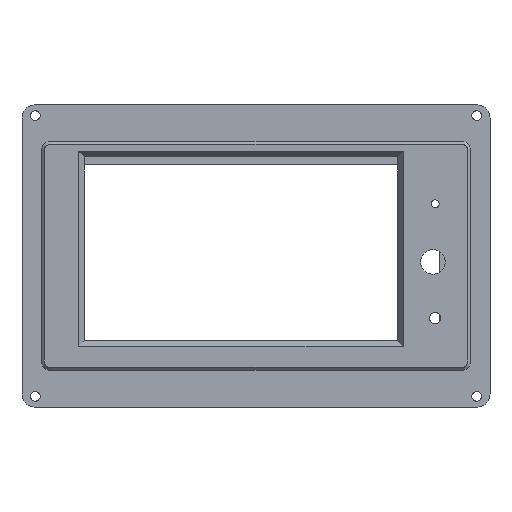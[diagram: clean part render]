
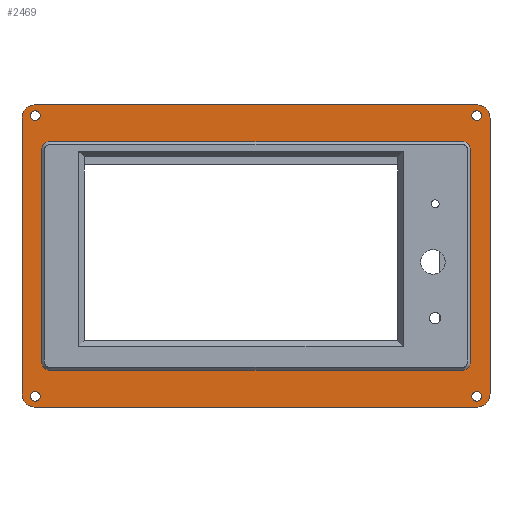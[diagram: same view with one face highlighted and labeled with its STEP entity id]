
A CAD part, top view. The second image highlights one B-rep face of the part: STEP entity #2469.
In plain terms, the highlighted planar face has unit normal (0, 0, 1).
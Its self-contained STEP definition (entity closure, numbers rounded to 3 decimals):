
#83=FACE_BOUND('',#407,.T.);
#84=FACE_BOUND('',#408,.T.);
#85=FACE_BOUND('',#409,.T.);
#86=FACE_BOUND('',#410,.T.);
#87=FACE_BOUND('',#411,.T.);
#141=PLANE('',#2680);
#253=FACE_OUTER_BOUND('',#406,.T.);
#406=EDGE_LOOP('',(#1957,#1958,#1959,#1960,#1961,#1962,#1963,#1964));
#407=EDGE_LOOP('',(#1965,#1966,#1967,#1968,#1969,#1970,#1971,#1972,#1973,
#1974));
#408=EDGE_LOOP('',(#1975));
#409=EDGE_LOOP('',(#1976));
#410=EDGE_LOOP('',(#1977));
#411=EDGE_LOOP('',(#1978));
#567=LINE('',#3668,#831);
#570=LINE('',#3674,#834);
#572=LINE('',#3678,#836);
#574=LINE('',#3681,#838);
#576=LINE('',#3686,#840);
#579=LINE('',#3692,#843);
#581=LINE('',#3696,#845);
#583=LINE('',#3699,#847);
#602=LINE('',#3742,#866);
#610=LINE('',#3757,#874);
#621=LINE('',#3807,#885);
#624=LINE('',#3815,#888);
#627=LINE('',#3823,#891);
#630=LINE('',#3831,#894);
#831=VECTOR('',#2925,10.);
#834=VECTOR('',#2930,10.);
#836=VECTOR('',#2934,10.);
#838=VECTOR('',#2938,10.);
#840=VECTOR('',#2942,10.);
#843=VECTOR('',#2947,10.);
#845=VECTOR('',#2951,10.);
#847=VECTOR('',#2955,10.);
#866=VECTOR('',#3002,10.);
#874=VECTOR('',#3018,10.);
#885=VECTOR('',#3069,10.);
#888=VECTOR('',#3078,10.);
#891=VECTOR('',#3087,10.);
#894=VECTOR('',#3096,10.);
#1074=CIRCLE('',#2661,1.8);
#1075=CIRCLE('',#2663,1.8);
#1076=CIRCLE('',#2665,1.8);
#1077=CIRCLE('',#2667,1.8);
#1078=CIRCLE('',#2670,4.9);
#1079=CIRCLE('',#2673,4.9);
#1080=CIRCLE('',#2676,4.9);
#1081=CIRCLE('',#2679,4.9);
#1173=VERTEX_POINT('',#3665);
#1174=VERTEX_POINT('',#3667);
#1175=VERTEX_POINT('',#3671);
#1176=VERTEX_POINT('',#3673);
#1177=VERTEX_POINT('',#3677);
#1178=VERTEX_POINT('',#3683);
#1179=VERTEX_POINT('',#3685);
#1180=VERTEX_POINT('',#3689);
#1181=VERTEX_POINT('',#3691);
#1182=VERTEX_POINT('',#3695);
#1209=VERTEX_POINT('',#3788);
#1210=VERTEX_POINT('',#3792);
#1211=VERTEX_POINT('',#3796);
#1212=VERTEX_POINT('',#3800);
#1213=VERTEX_POINT('',#3804);
#1214=VERTEX_POINT('',#3806);
#1215=VERTEX_POINT('',#3810);
#1216=VERTEX_POINT('',#3814);
#1217=VERTEX_POINT('',#3818);
#1218=VERTEX_POINT('',#3822);
#1219=VERTEX_POINT('',#3826);
#1220=VERTEX_POINT('',#3830);
#1405=EDGE_CURVE('',#1174,#1173,#567,.T.);
#1408=EDGE_CURVE('',#1176,#1175,#570,.T.);
#1410=EDGE_CURVE('',#1177,#1176,#572,.T.);
#1412=EDGE_CURVE('',#1173,#1177,#574,.T.);
#1414=EDGE_CURVE('',#1179,#1178,#576,.T.);
#1417=EDGE_CURVE('',#1181,#1180,#579,.T.);
#1419=EDGE_CURVE('',#1182,#1181,#581,.T.);
#1421=EDGE_CURVE('',#1178,#1182,#583,.T.);
#1443=EDGE_CURVE('',#1180,#1174,#602,.T.);
#1451=EDGE_CURVE('',#1175,#1179,#610,.T.);
#1466=EDGE_CURVE('',#1209,#1209,#1074,.T.);
#1468=EDGE_CURVE('',#1210,#1210,#1075,.T.);
#1470=EDGE_CURVE('',#1211,#1211,#1076,.T.);
#1472=EDGE_CURVE('',#1212,#1212,#1077,.T.);
#1475=EDGE_CURVE('',#1214,#1213,#621,.T.);
#1477=EDGE_CURVE('',#1215,#1214,#1078,.T.);
#1479=EDGE_CURVE('',#1216,#1215,#624,.T.);
#1481=EDGE_CURVE('',#1217,#1216,#1079,.T.);
#1483=EDGE_CURVE('',#1218,#1217,#627,.T.);
#1485=EDGE_CURVE('',#1219,#1218,#1080,.T.);
#1487=EDGE_CURVE('',#1220,#1219,#630,.T.);
#1489=EDGE_CURVE('',#1213,#1220,#1081,.T.);
#1957=ORIENTED_EDGE('',*,*,#1489,.T.);
#1958=ORIENTED_EDGE('',*,*,#1487,.T.);
#1959=ORIENTED_EDGE('',*,*,#1485,.T.);
#1960=ORIENTED_EDGE('',*,*,#1483,.T.);
#1961=ORIENTED_EDGE('',*,*,#1481,.T.);
#1962=ORIENTED_EDGE('',*,*,#1479,.T.);
#1963=ORIENTED_EDGE('',*,*,#1477,.T.);
#1964=ORIENTED_EDGE('',*,*,#1475,.T.);
#1965=ORIENTED_EDGE('',*,*,#1408,.T.);
#1966=ORIENTED_EDGE('',*,*,#1451,.T.);
#1967=ORIENTED_EDGE('',*,*,#1414,.T.);
#1968=ORIENTED_EDGE('',*,*,#1421,.T.);
#1969=ORIENTED_EDGE('',*,*,#1419,.T.);
#1970=ORIENTED_EDGE('',*,*,#1417,.T.);
#1971=ORIENTED_EDGE('',*,*,#1443,.T.);
#1972=ORIENTED_EDGE('',*,*,#1405,.T.);
#1973=ORIENTED_EDGE('',*,*,#1412,.T.);
#1974=ORIENTED_EDGE('',*,*,#1410,.T.);
#1975=ORIENTED_EDGE('',*,*,#1466,.T.);
#1976=ORIENTED_EDGE('',*,*,#1468,.T.);
#1977=ORIENTED_EDGE('',*,*,#1470,.T.);
#1978=ORIENTED_EDGE('',*,*,#1472,.T.);
#2469=ADVANCED_FACE('',(#253,#83,#84,#85,#86,#87),#141,.T.);
#2661=AXIS2_PLACEMENT_3D('',#3789,#3048,#3049);
#2663=AXIS2_PLACEMENT_3D('',#3793,#3053,#3054);
#2665=AXIS2_PLACEMENT_3D('',#3797,#3058,#3059);
#2667=AXIS2_PLACEMENT_3D('',#3801,#3063,#3064);
#2670=AXIS2_PLACEMENT_3D('',#3811,#3073,#3074);
#2673=AXIS2_PLACEMENT_3D('',#3819,#3082,#3083);
#2676=AXIS2_PLACEMENT_3D('',#3827,#3091,#3092);
#2679=AXIS2_PLACEMENT_3D('',#3834,#3100,#3101);
#2680=AXIS2_PLACEMENT_3D('',#3835,#3102,#3103);
#2925=DIRECTION('',(0.,1.,0.));
#2930=DIRECTION('',(-1.,0.,0.));
#2934=DIRECTION('',(0.,-1.,0.));
#2938=DIRECTION('',(1.,0.,0.));
#2942=DIRECTION('',(1.,0.,0.));
#2947=DIRECTION('',(0.,1.,0.));
#2951=DIRECTION('',(-1.,0.,0.));
#2955=DIRECTION('',(0.,-1.,0.));
#3002=DIRECTION('',(0.,1.,0.));
#3018=DIRECTION('',(0.,-1.,0.));
#3048=DIRECTION('center_axis',(0.,0.,-1.));
#3049=DIRECTION('ref_axis',(-1.,0.,0.));
#3053=DIRECTION('center_axis',(0.,0.,-1.));
#3054=DIRECTION('ref_axis',(-1.,0.,0.));
#3058=DIRECTION('center_axis',(0.,0.,-1.));
#3059=DIRECTION('ref_axis',(-1.,0.,0.));
#3063=DIRECTION('center_axis',(0.,0.,-1.));
#3064=DIRECTION('ref_axis',(-1.,0.,0.));
#3069=DIRECTION('',(1.,0.,0.));
#3073=DIRECTION('center_axis',(0.,0.,1.));
#3074=DIRECTION('ref_axis',(1.,0.,0.));
#3078=DIRECTION('',(0.,-1.,0.));
#3082=DIRECTION('center_axis',(0.,0.,1.));
#3083=DIRECTION('ref_axis',(1.,0.,0.));
#3087=DIRECTION('',(-1.,0.,0.));
#3091=DIRECTION('center_axis',(0.,0.,1.));
#3092=DIRECTION('ref_axis',(1.,0.,0.));
#3096=DIRECTION('',(0.,1.,0.));
#3100=DIRECTION('center_axis',(0.,0.,1.));
#3101=DIRECTION('ref_axis',(1.,0.,0.));
#3102=DIRECTION('center_axis',(0.,0.,1.));
#3103=DIRECTION('ref_axis',(1.,0.,0.));
#3665=CARTESIAN_POINT('',(-76.,39.,3.));
#3667=CARTESIAN_POINT('',(-76.,30.,3.));
#3668=CARTESIAN_POINT('',(-76.,-10.5,3.));
#3671=CARTESIAN_POINT('',(68.,26.,3.));
#3673=CARTESIAN_POINT('',(76.,26.,3.));
#3674=CARTESIAN_POINT('',(78.825,26.,3.));
#3677=CARTESIAN_POINT('',(76.,39.,3.));
#3678=CARTESIAN_POINT('',(76.,-6.,3.));
#3681=CARTESIAN_POINT('',(2.825,39.,3.));
#3683=CARTESIAN_POINT('',(76.,10.,3.));
#3685=CARTESIAN_POINT('',(68.,10.,3.));
#3686=CARTESIAN_POINT('',(74.825,10.,3.));
#3689=CARTESIAN_POINT('',(-76.,-30.,3.));
#3691=CARTESIAN_POINT('',(-76.,-39.,3.));
#3692=CARTESIAN_POINT('',(-76.,-45.,3.));
#3695=CARTESIAN_POINT('',(76.,-39.,3.));
#3696=CARTESIAN_POINT('',(78.825,-39.,3.));
#3699=CARTESIAN_POINT('',(76.,-20.5,3.));
#3742=CARTESIAN_POINT('',(-76.,-10.5,3.));
#3757=CARTESIAN_POINT('',(68.,-44.,3.));
#3788=CARTESIAN_POINT('',(83.45,-51.913,3.));
#3789=CARTESIAN_POINT('Origin',(81.65,-51.913,3.));
#3792=CARTESIAN_POINT('',(-79.85,51.913,3.));
#3793=CARTESIAN_POINT('Origin',(-81.65,51.913,3.));
#3796=CARTESIAN_POINT('',(-79.85,-51.913,3.));
#3797=CARTESIAN_POINT('Origin',(-81.65,-51.913,3.));
#3800=CARTESIAN_POINT('',(83.45,51.913,3.));
#3801=CARTESIAN_POINT('Origin',(81.65,51.913,3.));
#3804=CARTESIAN_POINT('',(81.65,-55.9,3.));
#3806=CARTESIAN_POINT('',(-81.65,-55.9,3.));
#3807=CARTESIAN_POINT('',(-81.65,-55.9,3.));
#3810=CARTESIAN_POINT('',(-86.55,-51.,3.));
#3811=CARTESIAN_POINT('Origin',(-81.65,-51.,3.));
#3814=CARTESIAN_POINT('',(-86.55,51.,3.));
#3815=CARTESIAN_POINT('',(-86.55,51.,3.));
#3818=CARTESIAN_POINT('',(-81.65,55.9,3.));
#3819=CARTESIAN_POINT('Origin',(-81.65,51.,3.));
#3822=CARTESIAN_POINT('',(81.65,55.9,3.));
#3823=CARTESIAN_POINT('',(-81.65,55.9,3.));
#3826=CARTESIAN_POINT('',(86.55,51.,3.));
#3827=CARTESIAN_POINT('Origin',(81.65,51.,3.));
#3830=CARTESIAN_POINT('',(86.55,-51.,3.));
#3831=CARTESIAN_POINT('',(86.55,51.,3.));
#3834=CARTESIAN_POINT('Origin',(81.65,-51.,3.));
#3835=CARTESIAN_POINT('Origin',(81.65,-51.,3.));
